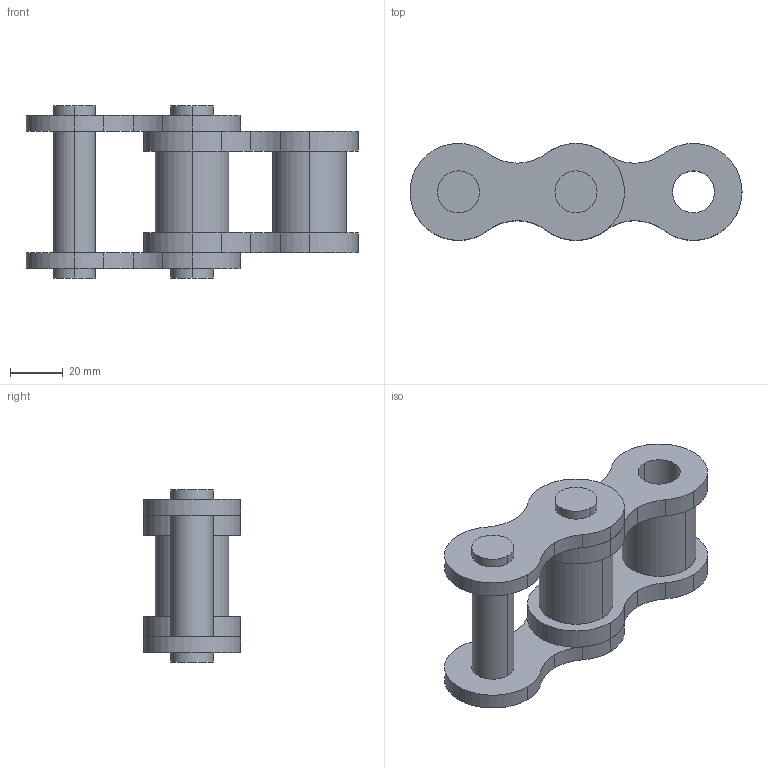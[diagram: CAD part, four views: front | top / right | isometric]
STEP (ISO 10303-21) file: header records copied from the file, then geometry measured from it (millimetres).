
FILE_DESCRIPTION(('STEP AP214'),'1');
FILE_NAME('phc_28b-1x5mtr.stp','2024-12-02T15:23:23',('TraceParts'),('TraceParts S.A.'),'Spatial InterOp 3D',' ',' ');
FILE_SCHEMA(('AUTOMOTIVE_DESIGN { 1 0 10303 214 1 1 1 1 }'));
Length unit declared in the file: millimetre
Products named in the file (1): phc_28b-1x5mtr_1
Bounding box: 125.6 x 36.7 x 65.1 mm (x, y, z)
Volume: 104436.8 mm3; surface area: 35838.2 mm2
Topology: 2 solids, 2 shells, 72 faces, 180 edges, 120 vertices
Faces by surface type: cylinder 60, plane 12
Entity records: 2836 total; most frequent: DIRECTION 448, CARTESIAN_POINT 374, ORIENTED_EDGE 360, AXIS2_PLACEMENT_3D 194, EDGE_CURVE 180, VERTEX_POINT 120, CIRCLE 120, EDGE_LOOP 88
